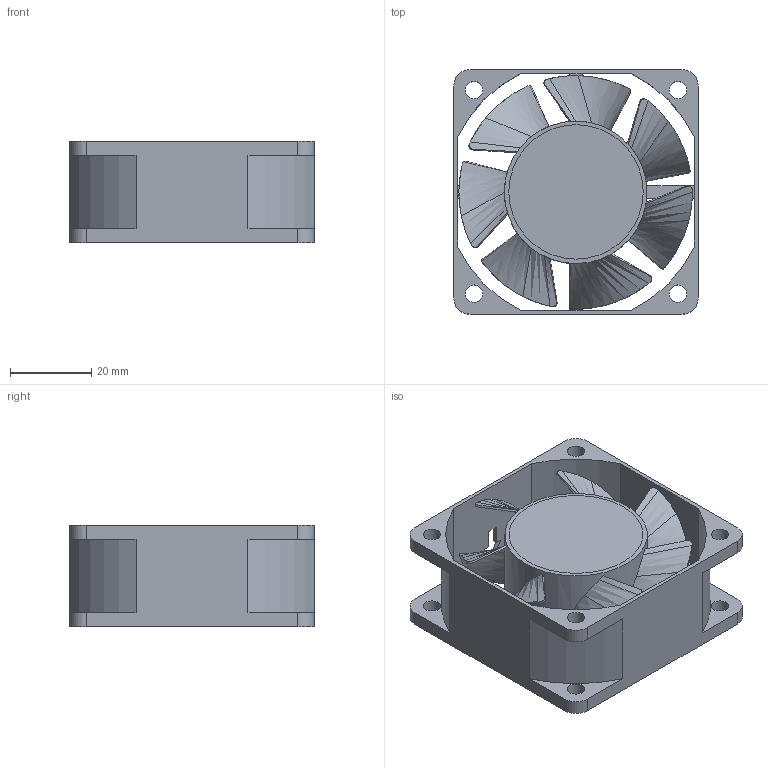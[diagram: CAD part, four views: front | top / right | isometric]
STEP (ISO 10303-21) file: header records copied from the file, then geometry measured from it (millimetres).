
FILE_DESCRIPTION (( 'STEP AP214' ), '1' );
FILE_NAME ('ACN-FAN-FR3.STEP', '2024-05-14T13:10:41', ( '' ), ( '' ), 'SwSTEP 2.0', 'SolidWorks 2021', '' );
FILE_SCHEMA (( 'AUTOMOTIVE_DESIGN' ));
Length unit declared in the file: inch
Products named in the file (1): ACN-FAN-FR3
Bounding box: 60 x 60 x 25 mm (x, y, z)
Volume: 33136.2 mm3; surface area: 27575.5 mm2
Topology: 2 solids, 2 shells, 187 faces, 505 edges, 327 vertices
Faces by surface type: bspline 105, plane 42, cylinder 40
Entity records: 10777 total; most frequent: CARTESIAN_POINT 6689, ORIENTED_EDGE 1010, DIRECTION 526, EDGE_CURVE 505, VERTEX_POINT 327, B_SPLINE_CURVE_WITH_KNOTS 231, EDGE_LOOP 218, ADVANCED_FACE 187
